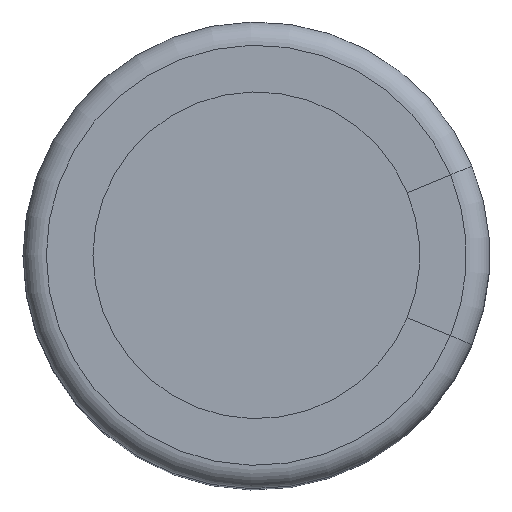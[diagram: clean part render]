
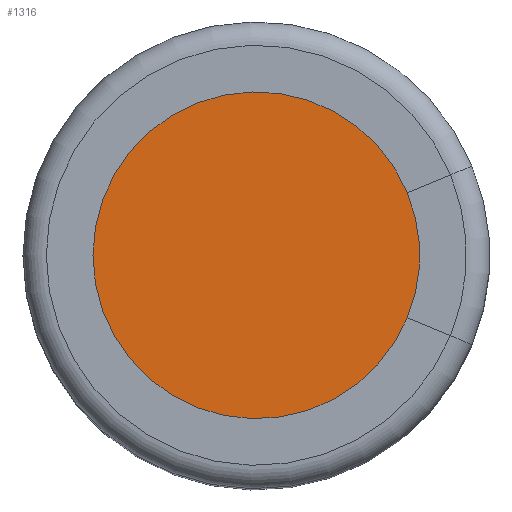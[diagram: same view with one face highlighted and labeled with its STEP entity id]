
A CAD part, top view. The second image highlights one B-rep face of the part: STEP entity #1316.
In plain terms, the highlighted planar face has unit normal (0, 0, 1).
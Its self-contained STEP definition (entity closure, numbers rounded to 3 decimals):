
#1221 = VERTEX_POINT('',#1222);
#1222 = CARTESIAN_POINT('',(1.293,0.536,7.));
#1230 = VERTEX_POINT('',#1231);
#1231 = CARTESIAN_POINT('',(1.293,-0.536,7.));
#1237 = EDGE_CURVE('',#1221,#1230,#1238,.T.);
#1238 = CIRCLE('',#1239,1.4);
#1239 = AXIS2_PLACEMENT_3D('',#1240,#1241,#1242);
#1240 = CARTESIAN_POINT('',(0.,0.,7.));
#1241 = DIRECTION('',(0.,-0.,1.));
#1242 = DIRECTION('',(0.924,0.383,0.));
#1304 = EDGE_CURVE('',#1230,#1221,#1305,.T.);
#1305 = CIRCLE('',#1306,1.4);
#1306 = AXIS2_PLACEMENT_3D('',#1307,#1308,#1309);
#1307 = CARTESIAN_POINT('',(0.,0.,7.)
  );
#1308 = DIRECTION('',(0.,-0.,1.));
#1309 = DIRECTION('',(0.924,0.383,0.));
#1316 = ADVANCED_FACE('',(#1317),#1321,.T.);
#1317 = FACE_BOUND('',#1318,.T.);
#1318 = EDGE_LOOP('',(#1319,#1320));
#1319 = ORIENTED_EDGE('',*,*,#1304,.T.);
#1320 = ORIENTED_EDGE('',*,*,#1237,.T.);
#1321 = PLANE('',#1322);
#1322 = AXIS2_PLACEMENT_3D('',#1323,#1324,#1325);
#1323 = CARTESIAN_POINT('',(0.,0.,7.));
#1324 = DIRECTION('',(0.,0.,1.));
#1325 = DIRECTION('',(0.924,0.383,0.));
